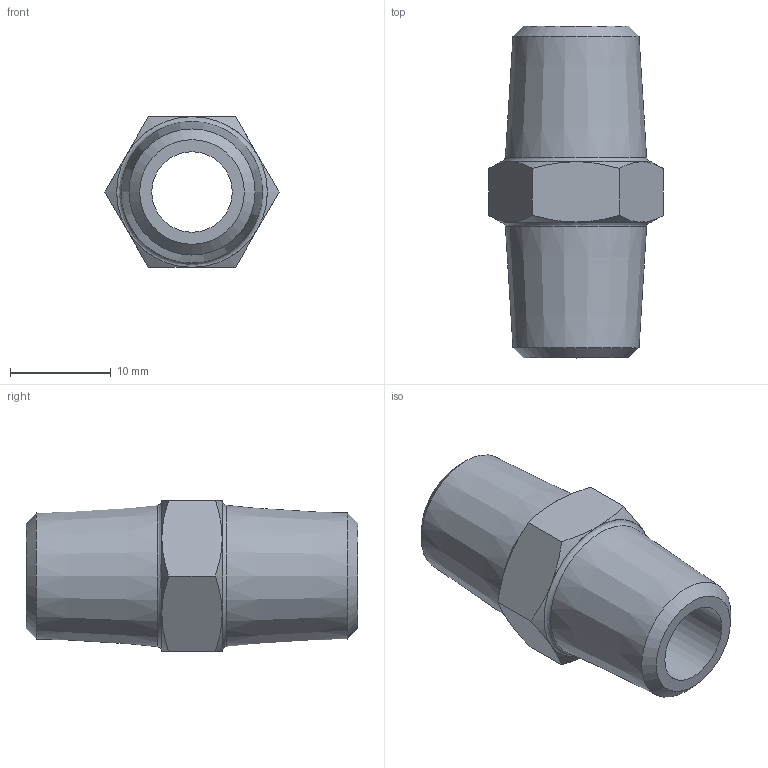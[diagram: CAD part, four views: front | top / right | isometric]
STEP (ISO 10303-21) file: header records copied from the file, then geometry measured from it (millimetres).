
FILE_DESCRIPTION((''),'2;1');
FILE_NAME('Sechskantnippel R1 4 VA A260012602.stp','2007-03-08T10:35:46',('ScheitB'),(''),'Autodesk Inventor 10','Autodesk Inventor 10','');
FILE_SCHEMA(('AUTOMOTIVE_DESIGN { 1 0 10303 214 1 1 1 1 }'));
Length unit declared in the file: millimetre
Products named in the file (1): ANNIP02A
Bounding box: 17.32 x 33 x 15 mm (x, y, z)
Volume: 3200.2 mm3; surface area: 2407.8 mm2
Topology: 1 solids, 1 shells, 29 faces, 60 edges, 35 vertices
Faces by surface type: cone 16, plane 10, bspline 3
Entity records: 808 total; most frequent: CARTESIAN_POINT 269, DIRECTION 104, ORIENTED_EDGE 104, EDGE_CURVE 52, AXIS2_PLACEMENT_3D 49, EDGE_LOOP 40, VERTEX_POINT 34, FACE_OUTER_BOUND 29
